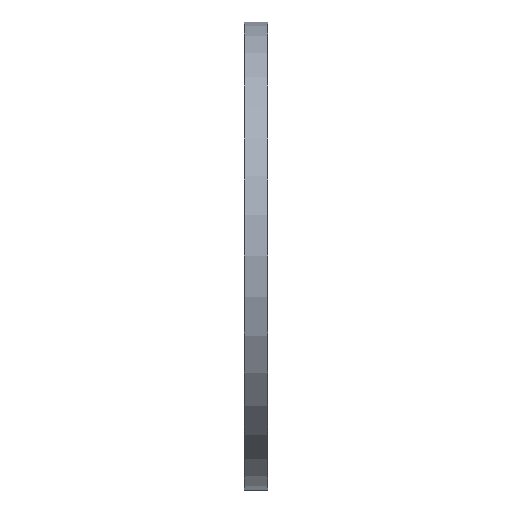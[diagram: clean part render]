
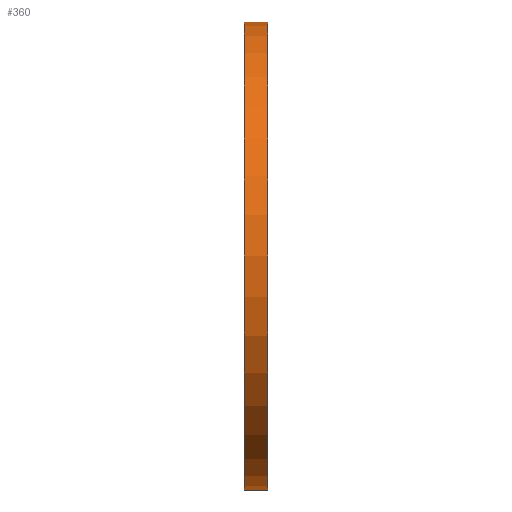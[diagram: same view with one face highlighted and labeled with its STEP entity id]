
A CAD part, left-side view. The second image highlights one B-rep face of the part: STEP entity #360.
In plain terms, the highlighted cylindrical face has radius 29.5 mm (diameter 59 mm), a partial arc.
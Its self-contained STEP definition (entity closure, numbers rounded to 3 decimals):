
#9 = CIRCLE ( 'NONE', #1246, 29.5 ) ;
#16 = VERTEX_POINT ( 'NONE', #503 ) ;
#49 = EDGE_CURVE ( 'NONE', #1355, #16, #596, .T. ) ;
#56 = CARTESIAN_POINT ( 'NONE',  ( 0., 0., -29.5 ) ) ;
#96 = EDGE_CURVE ( 'NONE', #177, #1194, #1251, .T. ) ;
#98 = ORIENTED_EDGE ( 'NONE', *, *, #49, .F. ) ;
#177 = VERTEX_POINT ( 'NONE', #744 ) ;
#183 = CYLINDRICAL_SURFACE ( 'NONE', #451, 29.5 ) ;
#184 = VECTOR ( 'NONE', #1047, 1000. ) ;
#186 = ORIENTED_EDGE ( 'NONE', *, *, #463, .T. ) ;
#276 = CARTESIAN_POINT ( 'NONE',  ( 0., 3., 0. ) ) ;
#291 = EDGE_LOOP ( 'NONE', ( #98, #1296, #1276, #186 ) ) ;
#316 = CIRCLE ( 'NONE', #1081, 29.5 ) ;
#345 = DIRECTION ( 'NONE',  ( 0., 1., 0. ) ) ;
#360 = ADVANCED_FACE ( 'NONE', ( #786 ), #183, .T. ) ;
#378 = DIRECTION ( 'NONE',  ( 0., 1., 0. ) ) ;
#451 = AXIS2_PLACEMENT_3D ( 'NONE', #276, #696, #594 ) ;
#463 = EDGE_CURVE ( 'NONE', #1194, #16, #316, .T. ) ;
#503 = CARTESIAN_POINT ( 'NONE',  ( 0., 0., 29.5 ) ) ;
#513 = CARTESIAN_POINT ( 'NONE',  ( 0., 3., 29.5 ) ) ;
#534 = CARTESIAN_POINT ( 'NONE',  ( 0., 3., -29.5 ) ) ;
#594 = DIRECTION ( 'NONE',  ( 0., 0., -1. ) ) ;
#596 = LINE ( 'NONE', #1017, #1084 ) ;
#658 = DIRECTION ( 'NONE',  ( 0., 0., 1. ) ) ;
#696 = DIRECTION ( 'NONE',  ( 0., -1., 0. ) ) ;
#744 = CARTESIAN_POINT ( 'NONE',  ( 0., 3., -29.5 ) ) ;
#786 = FACE_OUTER_BOUND ( 'NONE', #291, .T. ) ;
#800 = DIRECTION ( 'NONE',  ( 0., 0., 1. ) ) ;
#1011 = DIRECTION ( 'NONE',  ( 0., -1., 0. ) ) ;
#1017 = CARTESIAN_POINT ( 'NONE',  ( 0., 3., 29.5 ) ) ;
#1047 = DIRECTION ( 'NONE',  ( 0., -1., 0. ) ) ;
#1081 = AXIS2_PLACEMENT_3D ( 'NONE', #1319, #378, #800 ) ;
#1084 = VECTOR ( 'NONE', #1011, 1000. ) ;
#1115 = EDGE_CURVE ( 'NONE', #177, #1355, #9, .T. ) ;
#1169 = CARTESIAN_POINT ( 'NONE',  ( 0., 3., 0. ) ) ;
#1194 = VERTEX_POINT ( 'NONE', #56 ) ;
#1246 = AXIS2_PLACEMENT_3D ( 'NONE', #1169, #345, #658 ) ;
#1251 = LINE ( 'NONE', #534, #184 ) ;
#1276 = ORIENTED_EDGE ( 'NONE', *, *, #96, .T. ) ;
#1296 = ORIENTED_EDGE ( 'NONE', *, *, #1115, .F. ) ;
#1319 = CARTESIAN_POINT ( 'NONE',  ( 0., 0., 0. ) ) ;
#1355 = VERTEX_POINT ( 'NONE', #513 ) ;
